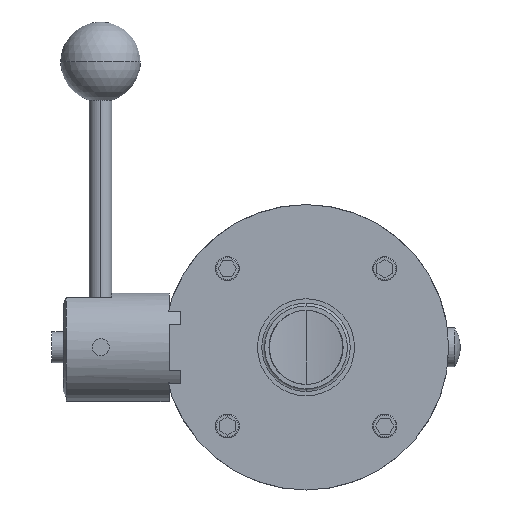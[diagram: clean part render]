
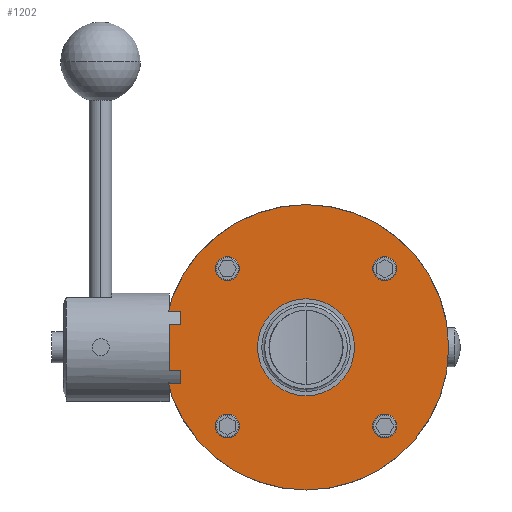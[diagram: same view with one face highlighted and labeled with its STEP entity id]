
A CAD part, left-side view. The second image highlights one B-rep face of the part: STEP entity #1202.
In plain terms, the highlighted planar face has unit normal (-1, 0, 0).
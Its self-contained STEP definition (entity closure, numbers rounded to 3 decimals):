
#6 = CARTESIAN_POINT ( 'NONE',  ( -14.25, 0., 0. ) ) ;
#26 = DIRECTION ( 'NONE',  ( 0., 0., 1. ) ) ;
#80 = AXIS2_PLACEMENT_3D ( 'NONE', #1290, #5303, #810 ) ;
#83 = CIRCLE ( 'NONE', #1162, 17. ) ;
#95 = ORIENTED_EDGE ( 'NONE', *, *, #102, .F. ) ;
#102 = EDGE_CURVE ( 'NONE', #1199, #344, #480, .T. ) ;
#150 = ORIENTED_EDGE ( 'NONE', *, *, #2957, .F. ) ;
#196 = DIRECTION ( 'NONE',  ( 0., 0., -1. ) ) ;
#291 = CIRCLE ( 'NONE', #4677, 4.2 ) ;
#344 = VERTEX_POINT ( 'NONE', #4047 ) ;
#397 = CIRCLE ( 'NONE', #5643, 4.2 ) ;
#415 = DIRECTION ( 'NONE',  ( -1., 0., 0. ) ) ;
#460 = CARTESIAN_POINT ( 'NONE',  ( -14.25, -27.577, -27.577 ) ) ;
#480 = CIRCLE ( 'NONE', #5088, 4.2 ) ;
#549 = CARTESIAN_POINT ( 'NONE',  ( -14.25, -27.577, -31.777 ) ) ;
#714 = DIRECTION ( 'NONE',  ( 0., 0., 1. ) ) ;
#739 = EDGE_CURVE ( 'NONE', #5906, #6197, #4888, .T. ) ;
#810 = DIRECTION ( 'NONE',  ( 0., 0., -1. ) ) ;
#845 = EDGE_LOOP ( 'NONE', ( #1106, #95 ) ) ;
#872 = PLANE ( 'NONE',  #4672 ) ;
#902 = CARTESIAN_POINT ( 'NONE',  ( -14.25, -27.577, 23.377 ) ) ;
#1050 = DIRECTION ( 'NONE',  ( -1., 0., 0. ) ) ;
#1106 = ORIENTED_EDGE ( 'NONE', *, *, #1445, .F. ) ;
#1162 = AXIS2_PLACEMENT_3D ( 'NONE', #1436, #4050, #26 ) ;
#1199 = VERTEX_POINT ( 'NONE', #902 ) ;
#1202 = ADVANCED_FACE ( 'NONE', ( #1418, #5503, #5006, #1287, #1824, #2922 ), #872, .F. ) ;
#1207 = EDGE_CURVE ( 'NONE', #5050, #6339, #397, .T. ) ;
#1250 = VERTEX_POINT ( 'NONE', #3967 ) ;
#1264 = DIRECTION ( 'NONE',  ( -1., 0., 0. ) ) ;
#1287 = FACE_BOUND ( 'NONE', #2280, .T. ) ;
#1290 = CARTESIAN_POINT ( 'NONE',  ( -14.25, 27.577, 27.577 ) ) ;
#1313 = CARTESIAN_POINT ( 'NONE',  ( -14.25, 27.577, 27.577 ) ) ;
#1328 = DIRECTION ( 'NONE',  ( 0., 0., 1. ) ) ;
#1418 = FACE_BOUND ( 'NONE', #2783, .T. ) ;
#1436 = CARTESIAN_POINT ( 'NONE',  ( -14.25, 0., 0. ) ) ;
#1445 = EDGE_CURVE ( 'NONE', #344, #1199, #291, .T. ) ;
#1480 = CIRCLE ( 'NONE', #4903, 4.2 ) ;
#1549 = CARTESIAN_POINT ( 'NONE',  ( -14.25, 0., -50. ) ) ;
#1557 = AXIS2_PLACEMENT_3D ( 'NONE', #1313, #1944, #3347 ) ;
#1670 = CARTESIAN_POINT ( 'NONE',  ( -14.25, 27.577, -27.577 ) ) ;
#1824 = FACE_OUTER_BOUND ( 'NONE', #3792, .T. ) ;
#1944 = DIRECTION ( 'NONE',  ( -1., 0., 0. ) ) ;
#1997 = AXIS2_PLACEMENT_3D ( 'NONE', #3139, #6241, #6282 ) ;
#2049 = DIRECTION ( 'NONE',  ( 0., 0., 1. ) ) ;
#2052 = EDGE_LOOP ( 'NONE', ( #2528, #2587 ) ) ;
#2070 = DIRECTION ( 'NONE',  ( 0., 0., -1. ) ) ;
#2173 = CARTESIAN_POINT ( 'NONE',  ( -14.25, 0., -17. ) ) ;
#2200 = ORIENTED_EDGE ( 'NONE', *, *, #4804, .F. ) ;
#2280 = EDGE_LOOP ( 'NONE', ( #6041, #150 ) ) ;
#2460 = DIRECTION ( 'NONE',  ( 0., 0., -1. ) ) ;
#2528 = ORIENTED_EDGE ( 'NONE', *, *, #739, .F. ) ;
#2587 = ORIENTED_EDGE ( 'NONE', *, *, #5216, .F. ) ;
#2783 = EDGE_LOOP ( 'NONE', ( #4547, #5398 ) ) ;
#2801 = CARTESIAN_POINT ( 'NONE',  ( -14.25, 0., 0. ) ) ;
#2839 = DIRECTION ( 'NONE',  ( -1., 0., 0. ) ) ;
#2859 = CARTESIAN_POINT ( 'NONE',  ( -14.25, 27.577, -27.577 ) ) ;
#2868 = CIRCLE ( 'NONE', #80, 4.2 ) ;
#2922 = FACE_BOUND ( 'NONE', #5091, .T. ) ;
#2937 = VERTEX_POINT ( 'NONE', #2173 ) ;
#2957 = EDGE_CURVE ( 'NONE', #6339, #5050, #6166, .T. ) ;
#2982 = VERTEX_POINT ( 'NONE', #5324 ) ;
#3095 = DIRECTION ( 'NONE',  ( 0., 0., -1. ) ) ;
#3139 = CARTESIAN_POINT ( 'NONE',  ( -14.25, -27.577, -27.577 ) ) ;
#3159 = AXIS2_PLACEMENT_3D ( 'NONE', #6, #5139, #2049 ) ;
#3253 = CARTESIAN_POINT ( 'NONE',  ( -14.25, -27.577, -23.377 ) ) ;
#3347 = DIRECTION ( 'NONE',  ( 0., 0., -1. ) ) ;
#3405 = CARTESIAN_POINT ( 'NONE',  ( -14.25, 0., 0. ) ) ;
#3407 = EDGE_CURVE ( 'NONE', #4053, #1250, #6067, .T. ) ;
#3457 = EDGE_CURVE ( 'NONE', #1250, #4053, #3604, .T. ) ;
#3460 = CARTESIAN_POINT ( 'NONE',  ( -14.25, 50., 0. ) ) ;
#3523 = ORIENTED_EDGE ( 'NONE', *, *, #3407, .T. ) ;
#3604 = CIRCLE ( 'NONE', #5744, 50. ) ;
#3792 = EDGE_LOOP ( 'NONE', ( #6110, #3523 ) ) ;
#3818 = EDGE_CURVE ( 'NONE', #2982, #6435, #2868, .T. ) ;
#3821 = CARTESIAN_POINT ( 'NONE',  ( -14.25, 27.577, -31.777 ) ) ;
#3910 = CARTESIAN_POINT ( 'NONE',  ( -14.25, 0., 17. ) ) ;
#3967 = CARTESIAN_POINT ( 'NONE',  ( -14.25, 0., 50. ) ) ;
#4047 = CARTESIAN_POINT ( 'NONE',  ( -14.25, -27.577, 31.777 ) ) ;
#4050 = DIRECTION ( 'NONE',  ( -1., 0., 0. ) ) ;
#4053 = VERTEX_POINT ( 'NONE', #1549 ) ;
#4487 = DIRECTION ( 'NONE',  ( 0., 0., -1. ) ) ;
#4547 = ORIENTED_EDGE ( 'NONE', *, *, #3818, .F. ) ;
#4618 = DIRECTION ( 'NONE',  ( -1., 0., 0. ) ) ;
#4672 = AXIS2_PLACEMENT_3D ( 'NONE', #3460, #6438, #4968 ) ;
#4677 = AXIS2_PLACEMENT_3D ( 'NONE', #5642, #1050, #3095 ) ;
#4751 = EDGE_CURVE ( 'NONE', #6435, #2982, #4876, .T. ) ;
#4758 = CIRCLE ( 'NONE', #3159, 17. ) ;
#4804 = EDGE_CURVE ( 'NONE', #2937, #5143, #4758, .T. ) ;
#4876 = CIRCLE ( 'NONE', #1557, 4.2 ) ;
#4888 = CIRCLE ( 'NONE', #1997, 4.2 ) ;
#4903 = AXIS2_PLACEMENT_3D ( 'NONE', #460, #4618, #2070 ) ;
#4968 = DIRECTION ( 'NONE',  ( 0., 0., 1. ) ) ;
#5006 = FACE_BOUND ( 'NONE', #2052, .T. ) ;
#5050 = VERTEX_POINT ( 'NONE', #5929 ) ;
#5087 = CARTESIAN_POINT ( 'NONE',  ( -14.25, 27.577, 23.377 ) ) ;
#5088 = AXIS2_PLACEMENT_3D ( 'NONE', #5459, #2839, #4487 ) ;
#5091 = EDGE_LOOP ( 'NONE', ( #5955, #2200 ) ) ;
#5139 = DIRECTION ( 'NONE',  ( -1., 0., 0. ) ) ;
#5143 = VERTEX_POINT ( 'NONE', #3910 ) ;
#5189 = EDGE_CURVE ( 'NONE', #5143, #2937, #83, .T. ) ;
#5216 = EDGE_CURVE ( 'NONE', #6197, #5906, #1480, .T. ) ;
#5303 = DIRECTION ( 'NONE',  ( -1., 0., 0. ) ) ;
#5313 = DIRECTION ( 'NONE',  ( -1., 0., 0. ) ) ;
#5324 = CARTESIAN_POINT ( 'NONE',  ( -14.25, 27.577, 31.777 ) ) ;
#5398 = ORIENTED_EDGE ( 'NONE', *, *, #4751, .F. ) ;
#5459 = CARTESIAN_POINT ( 'NONE',  ( -14.25, -27.577, 27.577 ) ) ;
#5503 = FACE_BOUND ( 'NONE', #845, .T. ) ;
#5532 = AXIS2_PLACEMENT_3D ( 'NONE', #1670, #6317, #196 ) ;
#5642 = CARTESIAN_POINT ( 'NONE',  ( -14.25, -27.577, 27.577 ) ) ;
#5643 = AXIS2_PLACEMENT_3D ( 'NONE', #2859, #415, #2460 ) ;
#5744 = AXIS2_PLACEMENT_3D ( 'NONE', #2801, #5313, #1328 ) ;
#5906 = VERTEX_POINT ( 'NONE', #3253 ) ;
#5929 = CARTESIAN_POINT ( 'NONE',  ( -14.25, 27.577, -23.377 ) ) ;
#5955 = ORIENTED_EDGE ( 'NONE', *, *, #5189, .F. ) ;
#6041 = ORIENTED_EDGE ( 'NONE', *, *, #1207, .F. ) ;
#6067 = CIRCLE ( 'NONE', #6498, 50. ) ;
#6110 = ORIENTED_EDGE ( 'NONE', *, *, #3457, .T. ) ;
#6166 = CIRCLE ( 'NONE', #5532, 4.2 ) ;
#6197 = VERTEX_POINT ( 'NONE', #549 ) ;
#6241 = DIRECTION ( 'NONE',  ( -1., 0., 0. ) ) ;
#6282 = DIRECTION ( 'NONE',  ( 0., 0., -1. ) ) ;
#6317 = DIRECTION ( 'NONE',  ( -1., 0., 0. ) ) ;
#6339 = VERTEX_POINT ( 'NONE', #3821 ) ;
#6435 = VERTEX_POINT ( 'NONE', #5087 ) ;
#6438 = DIRECTION ( 'NONE',  ( 1., 0., 0. ) ) ;
#6498 = AXIS2_PLACEMENT_3D ( 'NONE', #3405, #1264, #714 ) ;
